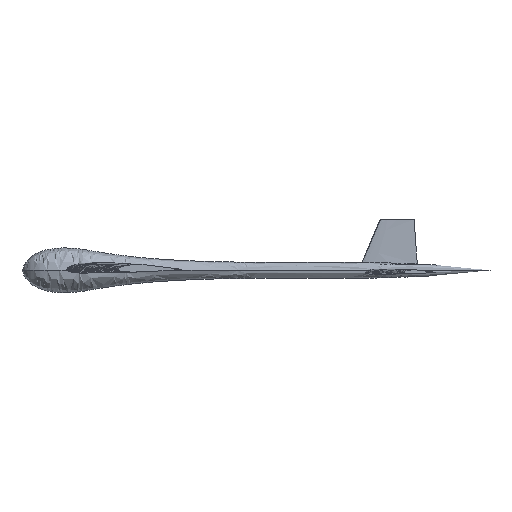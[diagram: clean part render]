
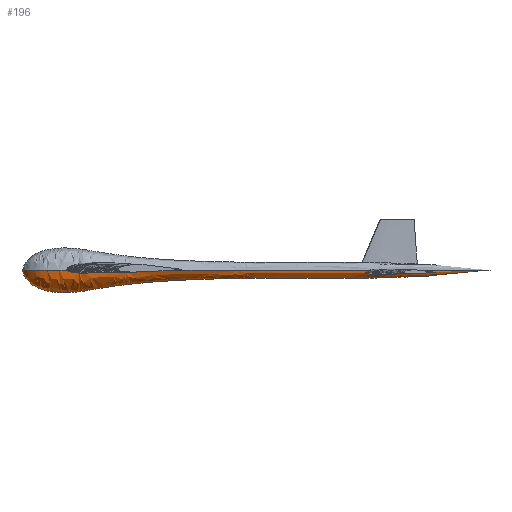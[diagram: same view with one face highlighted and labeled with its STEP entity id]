
A CAD part, front view. The second image highlights one B-rep face of the part: STEP entity #196.
In plain terms, the highlighted free-form (B-spline) face has degree [3, 3] with [9, 4] control points.
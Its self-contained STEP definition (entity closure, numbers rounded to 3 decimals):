
#8 = CARTESIAN_POINT ( 'NONE',  ( 1000., 0., 0. ) ) ;
#12 = CARTESIAN_POINT ( 'NONE',  ( 903.034, 12.95, 0. ) ) ;
#19 = CARTESIAN_POINT ( 'NONE',  ( 338.157, -19.412, -38.824 ) ) ;
#25 = FACE_OUTER_BOUND ( 'NONE', #210, .T. ) ;
#39 = CARTESIAN_POINT ( 'NONE',  ( 735.372, 18.631, -37.262 ) ) ;
#50 = EDGE_CURVE ( 'NONE', #719, #549, #534, .T. ) ;
#57 = CARTESIAN_POINT ( 'NONE',  ( 203.115, -30.81, 0. ) ) ;
#67 = CARTESIAN_POINT ( 'NONE',  ( 0., 0., 0. ) ) ;
#122 = CARTESIAN_POINT ( 'NONE',  ( 735.372, 18.631, 0. ) ) ;
#126 = CARTESIAN_POINT ( 'NONE',  ( 515.963, -16.521, -33.043 ) ) ;
#131 = CARTESIAN_POINT ( 'NONE',  ( 1000., 0., 0. ) ) ;
#142 = CARTESIAN_POINT ( 'NONE',  ( 13.049, -40.965, 0. ) ) ;
#153 = EDGE_CURVE ( 'NONE', #719, #549, #794, .T. ) ;
#196 = ADVANCED_FACE ( 'NONE', ( #25 ), #297, .F. ) ;
#210 = EDGE_LOOP ( 'NONE', ( #1151, #560 ) ) ;
#216 = CARTESIAN_POINT ( 'NONE',  ( 203.115, -30.81, 0. ) ) ;
#222 = CARTESIAN_POINT ( 'NONE',  ( 87.335, 54.264, 0. ) ) ;
#236 = CARTESIAN_POINT ( 'NONE',  ( 338.157, 19.412, 0. ) ) ;
#247 = CARTESIAN_POINT ( 'NONE',  ( 13.049, 40.965, 0. ) ) ;
#259 = CARTESIAN_POINT ( 'NONE',  ( 0., 0., 0. ) ) ;
#263 = CARTESIAN_POINT ( 'NONE',  ( 87.335, 54.264, -108.529 ) ) ;
#274 = CARTESIAN_POINT ( 'NONE',  ( 203.115, 30.81, 0. ) ) ;
#278 = CARTESIAN_POINT ( 'NONE',  ( 0., 0., 0. ) ) ;
#297 =( BOUNDED_SURFACE ( )  B_SPLINE_SURFACE ( 3, 3, ( 
 ( #131, #733, #1029, #624 ),
 ( #12, #543, #726, #841 ),
 ( #419, #39, #1234, #1252 ),
 ( #1148, #1130, #126, #942 ),
 ( #1260, #752, #19, #426 ),
 ( #274, #1301, #386, #57 ),
 ( #461, #263, #1279, #373 ),
 ( #1191, #454, #867, #364 ),
 ( #859, #67, #278, #788 ) ),
 .UNSPECIFIED., .F., .F., .F. ) 
 B_SPLINE_SURFACE_WITH_KNOTS ( ( 4, 1, 1, 1, 1, 1, 4 ),
 ( 4, 4 ),
 ( 0., 0.287, 0.493, 0.645, 0.812, 0.887, 1. ),
 ( 0., 1. ),
 .UNSPECIFIED. ) 
 GEOMETRIC_REPRESENTATION_ITEM ( )  RATIONAL_B_SPLINE_SURFACE ( (
 ( 1., 0.333, 0.333, 1.),
 ( 1., 0.333, 0.333, 1.),
 ( 1., 0.333, 0.333, 1.),
 ( 1., 0.333, 0.333, 1.),
 ( 1., 0.333, 0.333, 1.),
 ( 1., 0.333, 0.333, 1.),
 ( 1., 0.333, 0.333, 1.),
 ( 1., 0.333, 0.333, 1.),
 ( 1., 0.333, 0.333, 1.) ) ) 
 REPRESENTATION_ITEM ( '' )  SURFACE ( )  );
#336 = CARTESIAN_POINT ( 'NONE',  ( 515.963, -16.521, 0. ) ) ;
#348 = CARTESIAN_POINT ( 'NONE',  ( 203.115, 30.81, 0. ) ) ;
#364 = CARTESIAN_POINT ( 'NONE',  ( 13.049, -40.965, 0. ) ) ;
#373 = CARTESIAN_POINT ( 'NONE',  ( 87.335, -54.264, 0. ) ) ;
#386 = CARTESIAN_POINT ( 'NONE',  ( 203.115, -30.81, -61.619 ) ) ;
#419 = CARTESIAN_POINT ( 'NONE',  ( 735.372, 18.631, 0. ) ) ;
#426 = CARTESIAN_POINT ( 'NONE',  ( 338.157, -19.412, 0. ) ) ;
#431 = CARTESIAN_POINT ( 'NONE',  ( 0., 0., 0. ) ) ;
#454 = CARTESIAN_POINT ( 'NONE',  ( 13.049, 40.965, -81.93 ) ) ;
#461 = CARTESIAN_POINT ( 'NONE',  ( 87.335, 54.264, 0. ) ) ;
#513 = CARTESIAN_POINT ( 'NONE',  ( 1000., 0., 0. ) ) ;
#522 = CARTESIAN_POINT ( 'NONE',  ( 0., 0., 0. ) ) ;
#527 = CARTESIAN_POINT ( 'NONE',  ( 87.335, -54.264, 0. ) ) ;
#533 = CARTESIAN_POINT ( 'NONE',  ( 903.034, -12.95, 0. ) ) ;
#534 = B_SPLINE_CURVE_WITH_KNOTS ( 'NONE', 3,
 ( #738, #920, #122, #1154, #236, #348, #222, #247, #431 ),
 .UNSPECIFIED., .F., .F.,
 ( 4, 1, 1, 1, 1, 1, 4 ),
 ( 0., 0.287, 0.493, 0.645, 0.812, 0.887, 1. ),
 .UNSPECIFIED. ) ;
#543 = CARTESIAN_POINT ( 'NONE',  ( 903.034, 12.95, -25.9 ) ) ;
#549 = VERTEX_POINT ( 'NONE', #259 ) ;
#560 = ORIENTED_EDGE ( 'NONE', *, *, #153, .T. ) ;
#624 = CARTESIAN_POINT ( 'NONE',  ( 1000., 0., 0. ) ) ;
#635 = CARTESIAN_POINT ( 'NONE',  ( 735.372, -18.631, 0. ) ) ;
#719 = VERTEX_POINT ( 'NONE', #8 ) ;
#726 = CARTESIAN_POINT ( 'NONE',  ( 903.034, -12.95, -25.9 ) ) ;
#733 = CARTESIAN_POINT ( 'NONE',  ( 1000., 0., 0. ) ) ;
#738 = CARTESIAN_POINT ( 'NONE',  ( 1000., 0., 0. ) ) ;
#752 = CARTESIAN_POINT ( 'NONE',  ( 338.157, 19.412, -38.824 ) ) ;
#788 = CARTESIAN_POINT ( 'NONE',  ( 0., 0., 0. ) ) ;
#794 = B_SPLINE_CURVE_WITH_KNOTS ( 'NONE', 3,
 ( #513, #533, #635, #336, #914, #216, #527, #142, #522 ),
 .UNSPECIFIED., .F., .F.,
 ( 4, 1, 1, 1, 1, 1, 4 ),
 ( 0., 0.287, 0.493, 0.645, 0.812, 0.887, 1. ),
 .UNSPECIFIED. ) ;
#841 = CARTESIAN_POINT ( 'NONE',  ( 903.034, -12.95, 0. ) ) ;
#859 = CARTESIAN_POINT ( 'NONE',  ( 0., 0., 0. ) ) ;
#867 = CARTESIAN_POINT ( 'NONE',  ( 13.049, -40.965, -81.93 ) ) ;
#914 = CARTESIAN_POINT ( 'NONE',  ( 338.157, -19.412, 0. ) ) ;
#920 = CARTESIAN_POINT ( 'NONE',  ( 903.034, 12.95, 0. ) ) ;
#942 = CARTESIAN_POINT ( 'NONE',  ( 515.963, -16.521, 0. ) ) ;
#1029 = CARTESIAN_POINT ( 'NONE',  ( 1000., 0., 0. ) ) ;
#1130 = CARTESIAN_POINT ( 'NONE',  ( 515.963, 16.521, -33.043 ) ) ;
#1148 = CARTESIAN_POINT ( 'NONE',  ( 515.963, 16.521, 0. ) ) ;
#1151 = ORIENTED_EDGE ( 'NONE', *, *, #50, .F. ) ;
#1154 = CARTESIAN_POINT ( 'NONE',  ( 515.963, 16.521, 0. ) ) ;
#1191 = CARTESIAN_POINT ( 'NONE',  ( 13.049, 40.965, 0. ) ) ;
#1234 = CARTESIAN_POINT ( 'NONE',  ( 735.372, -18.631, -37.262 ) ) ;
#1252 = CARTESIAN_POINT ( 'NONE',  ( 735.372, -18.631, 0. ) ) ;
#1260 = CARTESIAN_POINT ( 'NONE',  ( 338.157, 19.412, 0. ) ) ;
#1279 = CARTESIAN_POINT ( 'NONE',  ( 87.335, -54.264, -108.529 ) ) ;
#1301 = CARTESIAN_POINT ( 'NONE',  ( 203.115, 30.81, -61.619 ) ) ;
